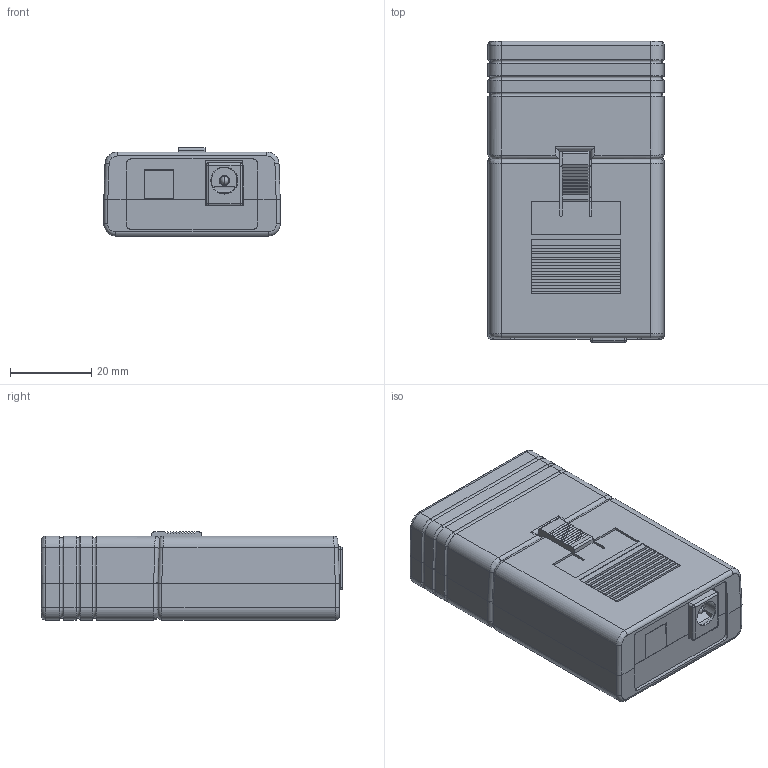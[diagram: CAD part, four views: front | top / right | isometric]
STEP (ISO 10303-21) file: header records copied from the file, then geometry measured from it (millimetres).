
FILE_DESCRIPTION((''),'2;1');
FILE_NAME('ASSTSCC','2025-02-04T',(''),(''),'PRO/ENGINEER BY PARAMETRIC TECHNOLOGY CORPORATION, 2003250','PRO/ENGINEER BY PARAMETRIC TECHNOLOGY CORPORATION, 2003250','');
FILE_SCHEMA(('CONFIG_CONTROL_DESIGN'));
Length unit declared in the file: millimetre
Products named in the file (22): BOTTOM_01; REAR_COVER_00; TOP_SLOT_PCB_01; 90122-0928; CHAMFER2; FILLET4; FILLET5; BARREL_CONNECTOR; CENTER_PIN; TERMINAL_1_BRACE; DC_POWER_JACK_5_5MM_X_2_1MM_ANY_ASM; ASSEMBLY_-_DC_POWER_JACK_ASM; BARREL; SOLID3; PIN; RESISTOR_THT_0_25W_ASM; 1N4001_ASM; ASSEMBLY_-_TOP_SLOT_PCB_ASM; 22759-SPKT-NO; TOP_09; TOP-SLOT-CASE-COVER_01; ASSTSCC
Assembly tree (21 placements, depth 5):
  ASSTSCC
    BOTTOM_01
    REAR_COVER_00
    ASSEMBLY_-_TOP_SLOT_PCB_ASM
      TOP_SLOT_PCB_01
      90122-0928
      ASSEMBLY_-_DC_POWER_JACK_ASM
        DC_POWER_JACK_5_5MM_X_2_1MM_ANY_ASM
          CHAMFER2
          FILLET4
          FILLET5
          BARREL_CONNECTOR
          CENTER_PIN
          TERMINAL_1_BRACE
      1N4001_ASM
        RESISTOR_THT_0_25W_ASM
          BARREL
          SOLID3
          PIN
    22759-SPKT-NO
    TOP_09
    TOP-SLOT-CASE-COVER_01
Bounding box: 43.41 x 74.07 x 21.66 mm (x, y, z)
Volume: 29319.7 mm3; surface area: 32585.7 mm2
Topology: 17 solids, 17 shells, 1535 faces, 3927 edges, 2482 vertices
Faces by surface type: plane 1141, cylinder 296, bspline 26, cone 24, torus 22, sphere 17, extrusion 9
Entity records: 52270 total; most frequent: CARTESIAN_POINT 14589, ORIENTED_EDGE 7816, DIRECTION 7429, EDGE_CURVE 3908, VECTOR 3197, LINE 3188, VERTEX_POINT 2482, AXIS2_PLACEMENT_3D 2116
